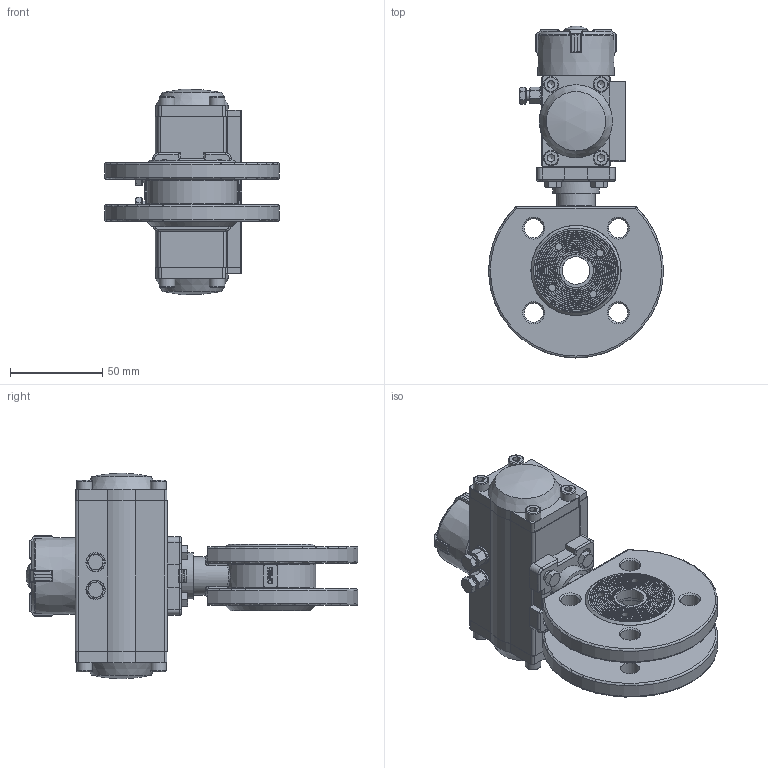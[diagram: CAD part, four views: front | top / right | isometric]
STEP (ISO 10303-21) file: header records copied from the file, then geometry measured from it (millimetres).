
FILE_DESCRIPTION(/* description */ ('Unknown'),/* implementation_level */ '2;1');
FILE_NAME(/* name */ 'PD01 0939-04',/* time_stamp */ '2025-02-25T10:45:48+01:00',/* author */ ('Unknown'),/* organization */ ('Unknown'),/* preprocessor_version */ 'ST-DEVELOPER v19.4',/* originating_system */ 'Solid Edge',/* authorisation */ 'Unknown');
FILE_SCHEMA (('AUTOMOTIVE_DESIGN {1 0 10303 214 3 1 1}'));
Products named in the file (27): PD01 0939-04; 939-04_(8M.460.015); Small hex thin nuts-Fine pitch thread GB_GB_FASTENER_NUT_SSFNTT M12X1.
25-N; Plate Washer; Cap; Stem Packing; Bellevlle Washer; Nut Stopper; Stem; Body; DIN 933 M5x16 A2-70 BLK_EDST; PD01; 32gangti; circlips for shaft--type a large gb_GB_CONNECTING_PIECE_RING_RRA 13; VT032-8 ______; plain washers-n series-grade a gb_GB_FASTENER_WASHER_PWNA 5; hex nut gradec_din_Hexagon Nut ISO 4034 - M5 - N; hex bolt gradeab_din_ISO 4014 - M5 x 25 x 16-N; socket head cap screw_din_DIN 912 M5 x 16 --- 16N; VT032-04-1; VT032_Welle; VT032-03-A 3D_; VT032-03-A 3D; Optische Anzeige; ______; ________(___________; cup head nib bolts with large head gb_GB_FASTENER_BOLT_CHNBW M6X25-N
Assembly tree (44 placements, depth 4):
  PD01 0939-04
    939-04_(8M.460.015)
      Small hex thin nuts-Fine pitch thread GB_GB_FASTENER_NUT_SSFNTT M12X1.
25-N
      Plate Washer
      Cap
      Stem Packing
      Bellevlle Washer  x2
      Nut Stopper
      Stem
      Body
    DIN 933 M5x16 A2-70 BLK_EDST  x4
    PD01
      32gangti
      circlips for shaft--type a large gb_GB_CONNECTING_PIECE_RING_RRA 13
      VT032-8 ______
      plain washers-n series-grade a gb_GB_FASTENER_WASHER_PWNA 5  x2
      hex nut gradec_din_Hexagon Nut ISO 4034 - M5 - N  x2
      hex bolt gradeab_din_ISO 4014 - M5 x 25 x 16-N  x2
      socket head cap screw_din_DIN 912 M5 x 16 --- 16N  x8
      VT032-04-1  x2
      VT032_Welle
        VT032-03-A 3D_
        VT032-03-A 3D
      Optische Anzeige
        ______
        ________(___________  x4
        cup head nib bolts with large head gb_GB_FASTENER_BOLT_CHNBW M6X25-N
Bounding box: 94.93 x 180.31 x 111.55 mm (x, y, z)
Volume: 328030.5 mm3; surface area: 128867.6 mm2
Topology: 43 solids, 43 shells, 1666 faces, 3962 edges, 2485 vertices
Faces by surface type: plane 769, cylinder 435, bspline 219, cone 123, torus 105, sphere 15
Full cylindrical faces by diameter (mm): 1.7 x2, 2.5 x2, 3 x17, 3.242 x8, 3.3 x8, 4 x4, 4.134 x14, 4.2 x2, 4.5 x8, 4.66 x1, 5 x20, 5.3 x2, 5.5 x1, 6 x1, 6.2 x1, 8 x8, 8.5 x8, 8.57 x2, 8.6 x1, 9 x2, 9.53 x2, 9.6 x1, 10 x4, 10.3 x8, 10.5 x2, 10.647 x1, 11.2 x2, 12 x9, 12.1 x1, 12.3 x2
Entity records: 52937 total; most frequent: CARTESIAN_POINT 27117, ORIENTED_EDGE 5006, DIRECTION 4809, EDGE_CURVE 2503, AXIS2_PLACEMENT_3D 1810, VERTEX_POINT 1734, FACE_BOUND 1561, EDGE_LOOP 1560
